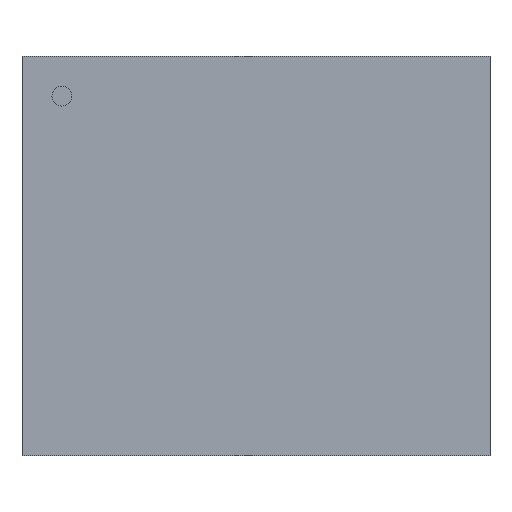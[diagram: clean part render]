
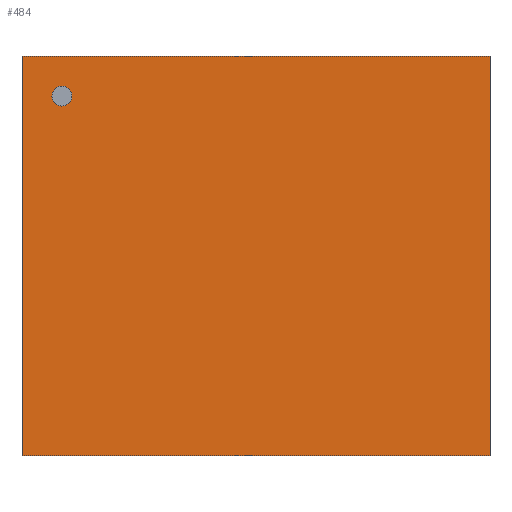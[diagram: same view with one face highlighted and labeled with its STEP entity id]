
A CAD part, top view. The second image highlights one B-rep face of the part: STEP entity #484.
In plain terms, the highlighted planar face has unit normal (0, 0, 1).
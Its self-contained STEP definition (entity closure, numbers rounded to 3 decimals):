
#260=CARTESIAN_POINT('',(1.13,-0.965,0.686));
#259=VERTEX_POINT('',#260);
#270=CARTESIAN_POINT('',(-1.13,-0.965,0.686));
#269=VERTEX_POINT('',#270);
#268=EDGE_CURVE('',#269,#259,#273,.T.);
#273=LINE('',#270,#275);
#275=VECTOR('',#276,2.261);
#276=DIRECTION('',(1.0,0.0,0.0));
#309=CARTESIAN_POINT('',(1.13,0.965,0.686));
#308=VERTEX_POINT('',#309);
#317=EDGE_CURVE('',#259,#308,#322,.T.);
#322=LINE('',#260,#324);
#324=VECTOR('',#325,1.93);
#325=DIRECTION('',(0.0,1.0,0.0));
#358=CARTESIAN_POINT('',(-1.13,0.965,0.686));
#357=VERTEX_POINT('',#358);
#366=EDGE_CURVE('',#308,#357,#371,.T.);
#371=LINE('',#309,#373);
#373=VECTOR('',#374,2.261);
#374=DIRECTION('',(-1.0,0.0,0.0));
#415=EDGE_CURVE('',#357,#269,#420,.T.);
#420=LINE('',#358,#422);
#422=VECTOR('',#423,1.93);
#423=DIRECTION('',(0.0,-1.0,0.0));
#484=ADVANCED_FACE('',(#490),#485,.T.);
#485=PLANE('',#486);
#486=AXIS2_PLACEMENT_3D('',#487,#488,#489);
#487=CARTESIAN_POINT('',(-1.13,-0.965,0.686));
#488=DIRECTION('',(0.0,0.0,1.0));
#489=DIRECTION('',(0.,1.,0.));
#490=FACE_OUTER_BOUND('',#491,.T.);
#491=EDGE_LOOP('',(#492,#502,#512,#522));
#492=ORIENTED_EDGE('',*,*,#268,.T.);
#502=ORIENTED_EDGE('',*,*,#317,.T.);
#512=ORIENTED_EDGE('',*,*,#366,.T.);
#522=ORIENTED_EDGE('',*,*,#415,.T.);
